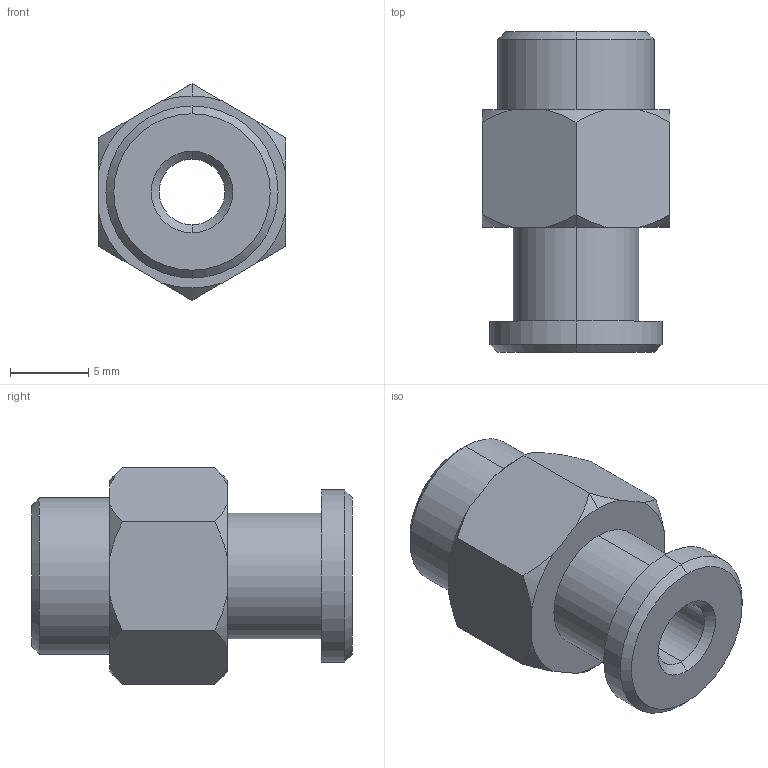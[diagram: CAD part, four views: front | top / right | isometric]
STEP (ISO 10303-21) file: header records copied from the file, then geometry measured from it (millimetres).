
FILE_DESCRIPTION (( 'STEP AP203' ), '1' );
FILE_NAME ('DL1-TSKM10.STEP', '2018-06-04T05:21:22', ( '' ), ( '' ), 'SwSTEP 2.0', 'SolidWorks 2014', '' );
FILE_SCHEMA (( 'CONFIG_CONTROL_DESIGN' ));
Length unit declared in the file: millimetre
Products named in the file (1): DL1-TSKM10
Bounding box: 12 x 20.5 x 13.86 mm (x, y, z)
Volume: 1520.1 mm3; surface area: 1231.7 mm2
Topology: 1 solids, 1 shells, 41 faces, 98 edges, 62 vertices
Faces by surface type: cone 22, plane 11, cylinder 8
Entity records: 1343 total; most frequent: CARTESIAN_POINT 322, ORIENTED_EDGE 196, DIRECTION 196, EDGE_CURVE 98, AXIS2_PLACEMENT_3D 80, VERTEX_POINT 62, EDGE_LOOP 46, ADVANCED_FACE 41
